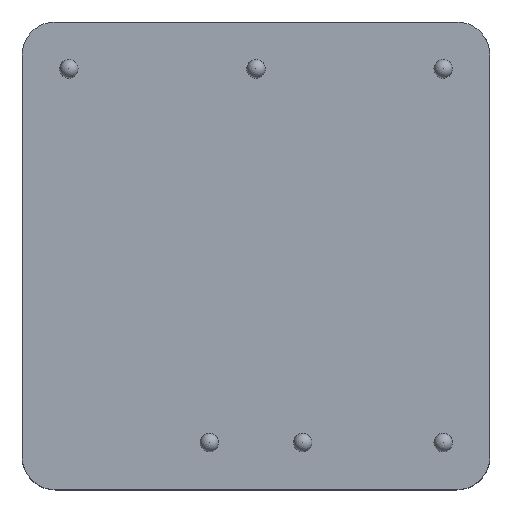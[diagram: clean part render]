
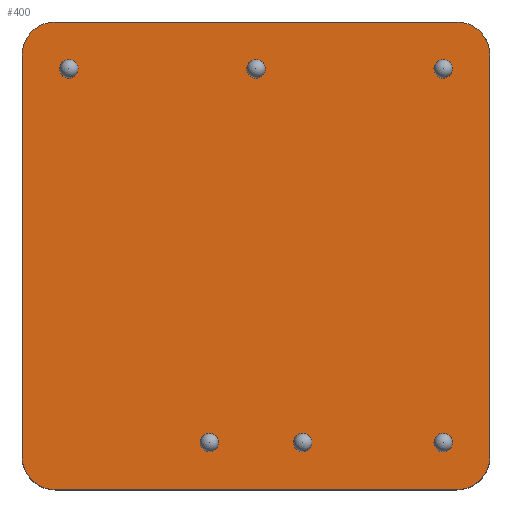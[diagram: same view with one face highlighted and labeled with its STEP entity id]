
A CAD part, top view. The second image highlights one B-rep face of the part: STEP entity #400.
In plain terms, the highlighted planar face has unit normal (0, 0, 1).
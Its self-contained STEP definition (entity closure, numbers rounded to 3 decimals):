
#24=LINE($,#687,#44);
#27=LINE($,#695,#47);
#30=LINE($,#703,#50);
#32=LINE($,#709,#52);
#44=VECTOR($,#571,21.8);
#47=VECTOR($,#580,21.8);
#50=VECTOR($,#589,21.8);
#52=VECTOR($,#597,21.8);
#58=PLANE($,#461);
#65=FACE_BOUND($,#151,.T.);
#66=FACE_BOUND($,#152,.T.);
#67=FACE_BOUND($,#153,.T.);
#68=FACE_BOUND($,#154,.T.);
#69=FACE_BOUND($,#155,.T.);
#70=FACE_BOUND($,#156,.T.);
#114=FACE_OUTER_BOUND($,#150,.T.);
#150=EDGE_LOOP($,(#347,#348,#349,#350,#351,#352,#353,#354));
#151=EDGE_LOOP($,(#355));
#152=EDGE_LOOP($,(#356));
#153=EDGE_LOOP($,(#357));
#154=EDGE_LOOP($,(#358));
#155=EDGE_LOOP($,(#359));
#156=EDGE_LOOP($,(#360));
#169=CIRCLE($,#421,0.5);
#171=CIRCLE($,#424,0.5);
#173=CIRCLE($,#427,0.5);
#175=CIRCLE($,#430,0.5);
#177=CIRCLE($,#433,0.5);
#179=CIRCLE($,#436,0.5);
#181=CIRCLE($,#450,1.8);
#182=CIRCLE($,#453,1.8);
#183=CIRCLE($,#456,1.8);
#184=CIRCLE($,#459,1.8);
#197=VERTEX_POINT($,#630);
#199=VERTEX_POINT($,#635);
#201=VERTEX_POINT($,#640);
#203=VERTEX_POINT($,#645);
#205=VERTEX_POINT($,#650);
#207=VERTEX_POINT($,#655);
#209=VERTEX_POINT($,#679);
#210=VERTEX_POINT($,#681);
#211=VERTEX_POINT($,#685);
#212=VERTEX_POINT($,#689);
#213=VERTEX_POINT($,#693);
#214=VERTEX_POINT($,#697);
#215=VERTEX_POINT($,#701);
#216=VERTEX_POINT($,#705);
#229=EDGE_CURVE($,#197,#197,#169,.T.);
#231=EDGE_CURVE($,#199,#199,#171,.T.);
#233=EDGE_CURVE($,#201,#201,#173,.T.);
#235=EDGE_CURVE($,#203,#203,#175,.T.);
#237=EDGE_CURVE($,#205,#205,#177,.T.);
#239=EDGE_CURVE($,#207,#207,#179,.T.);
#250=EDGE_CURVE($,#210,#209,#181,.T.);
#253=EDGE_CURVE($,#209,#211,#24,.T.);
#255=EDGE_CURVE($,#211,#212,#182,.T.);
#257=EDGE_CURVE($,#212,#213,#27,.T.);
#259=EDGE_CURVE($,#213,#214,#183,.T.);
#261=EDGE_CURVE($,#214,#215,#30,.T.);
#263=EDGE_CURVE($,#215,#216,#184,.T.);
#264=EDGE_CURVE($,#216,#210,#32,.T.);
#347=ORIENTED_EDGE($,*,*,#263,.T.);
#348=ORIENTED_EDGE($,*,*,#264,.T.);
#349=ORIENTED_EDGE($,*,*,#250,.T.);
#350=ORIENTED_EDGE($,*,*,#253,.T.);
#351=ORIENTED_EDGE($,*,*,#255,.T.);
#352=ORIENTED_EDGE($,*,*,#257,.T.);
#353=ORIENTED_EDGE($,*,*,#259,.T.);
#354=ORIENTED_EDGE($,*,*,#261,.T.);
#355=ORIENTED_EDGE($,*,*,#229,.T.);
#356=ORIENTED_EDGE($,*,*,#231,.T.);
#357=ORIENTED_EDGE($,*,*,#233,.T.);
#358=ORIENTED_EDGE($,*,*,#235,.T.);
#359=ORIENTED_EDGE($,*,*,#237,.T.);
#360=ORIENTED_EDGE($,*,*,#239,.T.);
#400=ADVANCED_FACE($,(#114,#65,#66,#67,#68,#69,#70),#58,.T.);
#421=AXIS2_PLACEMENT_3D($,#631,#498,#499);
#424=AXIS2_PLACEMENT_3D($,#636,#504,#505);
#427=AXIS2_PLACEMENT_3D($,#641,#510,#511);
#430=AXIS2_PLACEMENT_3D($,#646,#516,#517);
#433=AXIS2_PLACEMENT_3D($,#651,#522,#523);
#436=AXIS2_PLACEMENT_3D($,#656,#528,#529);
#450=AXIS2_PLACEMENT_3D($,#682,#565,#566);
#453=AXIS2_PLACEMENT_3D($,#691,#575,#576);
#456=AXIS2_PLACEMENT_3D($,#699,#584,#585);
#459=AXIS2_PLACEMENT_3D($,#707,#593,#594);
#461=AXIS2_PLACEMENT_3D($,#710,#598,#599);
#498=DIRECTION('center_axis',(0.,0.,-1.));
#499=DIRECTION('ref_axis',(1.,0.,0.));
#504=DIRECTION('center_axis',(0.,0.,-1.));
#505=DIRECTION('ref_axis',(1.,0.,0.));
#510=DIRECTION('center_axis',(0.,0.,-1.));
#511=DIRECTION('ref_axis',(1.,0.,0.));
#516=DIRECTION('center_axis',(0.,0.,-1.));
#517=DIRECTION('ref_axis',(1.,0.,0.));
#522=DIRECTION('center_axis',(0.,0.,-1.));
#523=DIRECTION('ref_axis',(1.,0.,0.));
#528=DIRECTION('center_axis',(0.,0.,-1.));
#529=DIRECTION('ref_axis',(1.,0.,0.));
#565=DIRECTION('center_axis',(0.,0.,1.));
#566=DIRECTION('ref_axis',(1.,0.,0.));
#571=DIRECTION($,(0.,-1.,0.));
#575=DIRECTION('center_axis',(0.,0.,1.));
#576=DIRECTION('ref_axis',(1.,0.,0.));
#580=DIRECTION($,(1.,0.,0.));
#584=DIRECTION('center_axis',(0.,0.,1.));
#585=DIRECTION('ref_axis',(1.,0.,0.));
#589=DIRECTION($,(0.,1.,0.));
#593=DIRECTION('center_axis',(0.,0.,1.));
#594=DIRECTION('ref_axis',(1.,0.,0.));
#597=DIRECTION($,(-1.,0.,0.));
#598=DIRECTION('center_axis',(0.,0.,1.));
#599=DIRECTION('ref_axis',(1.,0.,0.));
#630=CARTESIAN_POINT('',(10.66,10.15,10.16));
#631=CARTESIAN_POINT('Origin',(10.16,10.15,10.16));
#635=CARTESIAN_POINT('',(-9.66,10.15,10.16));
#636=CARTESIAN_POINT('Origin',(-10.16,10.15,10.16));
#640=CARTESIAN_POINT('',(3.04,-10.15,10.16));
#641=CARTESIAN_POINT('Origin',(2.54,-10.15,10.16));
#645=CARTESIAN_POINT('',(-2.04,-10.15,10.16));
#646=CARTESIAN_POINT('Origin',(-2.54,-10.15,10.16));
#650=CARTESIAN_POINT('',(10.66,-10.15,10.16));
#651=CARTESIAN_POINT('Origin',(10.16,-10.15,10.16));
#655=CARTESIAN_POINT('',(0.5,10.15,10.16));
#656=CARTESIAN_POINT('Origin',(0.,10.15,10.16));
#679=CARTESIAN_POINT('',(-12.7,10.9,10.16));
#681=CARTESIAN_POINT('',(-10.9,12.7,10.16));
#682=CARTESIAN_POINT('Origin',(-10.9,10.9,10.16));
#685=CARTESIAN_POINT('',(-12.7,-10.9,10.16));
#687=CARTESIAN_POINT($,(-12.7,0.,10.16));
#689=CARTESIAN_POINT('',(-10.9,-12.7,10.16));
#691=CARTESIAN_POINT('Origin',(-10.9,-10.9,10.16));
#693=CARTESIAN_POINT('',(10.9,-12.7,10.16));
#695=CARTESIAN_POINT($,(0.,-12.7,10.16));
#697=CARTESIAN_POINT('',(12.7,-10.9,10.16));
#699=CARTESIAN_POINT('Origin',(10.9,-10.9,10.16));
#701=CARTESIAN_POINT('',(12.7,10.9,10.16));
#703=CARTESIAN_POINT($,(12.7,0.,10.16));
#705=CARTESIAN_POINT('',(10.9,12.7,10.16));
#707=CARTESIAN_POINT('Origin',(10.9,10.9,10.16));
#709=CARTESIAN_POINT($,(0.,12.7,10.16));
#710=CARTESIAN_POINT('Origin',(0.,0.,10.16));
